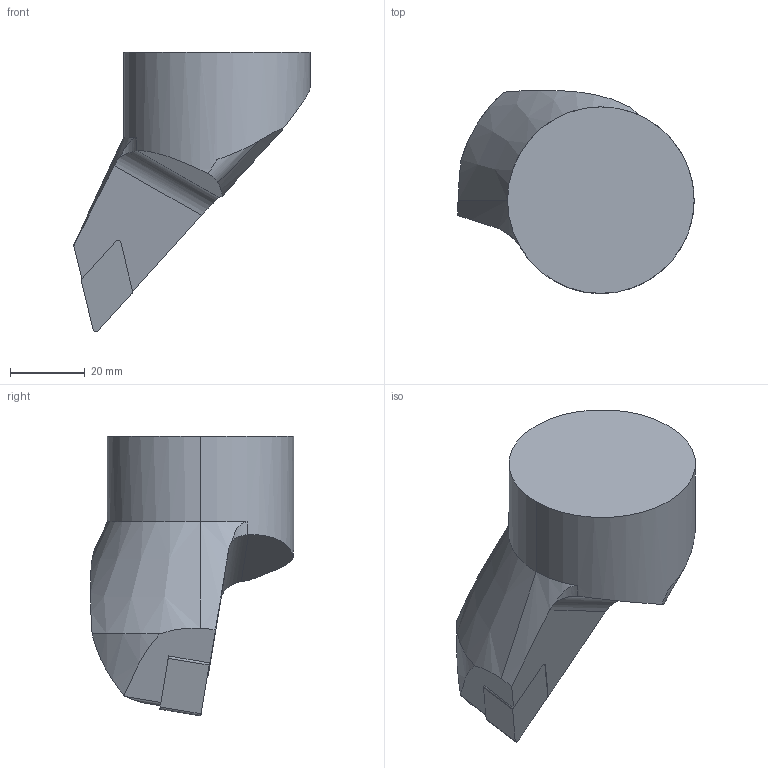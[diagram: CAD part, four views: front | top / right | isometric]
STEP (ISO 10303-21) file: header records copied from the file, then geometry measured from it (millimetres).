
FILE_DESCRIPTION((''),'1');
FILE_NAME('S50-DDJNR-33075-15.stp','2012-12-26T08:08:04',(''),(''),'Spatial Interop R18','Kubotek KeyCreator V8.5.1 (14335)',' ');
FILE_SCHEMA(('CONFIG_CONTROL_DESIGN'));
Length unit declared in the file: millimetre
Products named in the file (1): 1
Bounding box: 63.31 x 54.48 x 75 mm (x, y, z)
Volume: 80850.8 mm3; surface area: 11867.6 mm2
Topology: 1 solids, 1 shells, 30 faces, 82 edges, 54 vertices
Faces by surface type: cylinder 17, plane 11, cone 2
Entity records: 1101 total; most frequent: CARTESIAN_POINT 291, DIRECTION 166, ORIENTED_EDGE 164, EDGE_CURVE 82, AXIS2_PLACEMENT_3D 67, VERTEX_POINT 54, LINE 32, VECTOR 32
